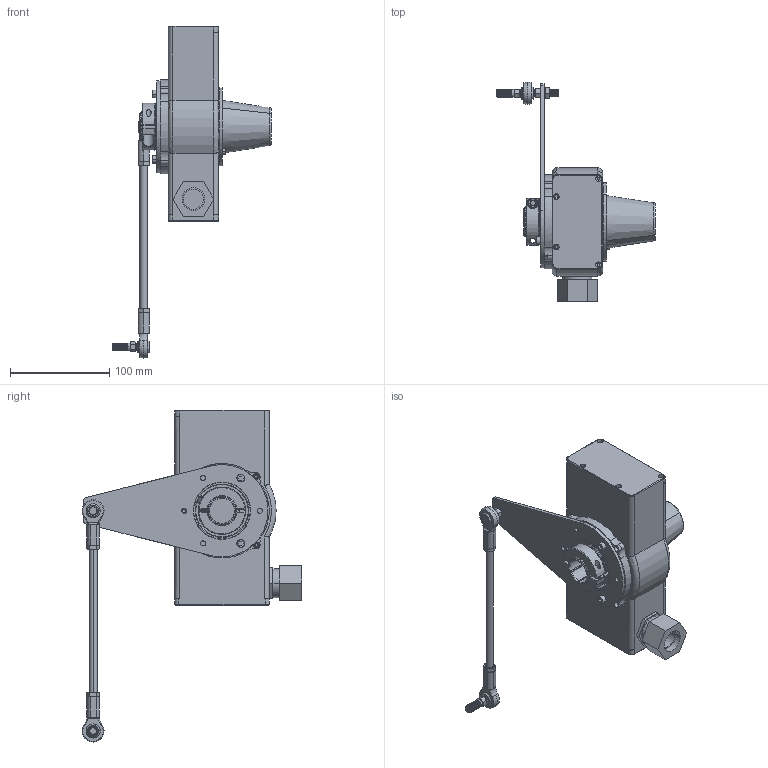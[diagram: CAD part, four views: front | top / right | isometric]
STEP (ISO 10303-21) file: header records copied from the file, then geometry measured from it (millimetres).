
FILE_DESCRIPTION((''),'2;1');
FILE_NAME('EN42_SHRINKWRAP2','2012-09-27T',('jim.fuhrman'),(''),'PRO/ENGINEER BY PARAMETRIC TECHNOLOGY CORPORATION, 2010280','PRO/ENGINEER BY PARAMETRIC TECHNOLOGY CORPORATION, 2010280','');
FILE_SCHEMA(('CONFIG_CONTROL_DESIGN'));
Products named in the file (1): EN42_SHRINKWRAP2
Bounding box: 159.79 x 221.81 x 335.04 mm (x, y, z)
Volume: 783632 mm3; surface area: 225976.7 mm2
Topology: 5 solids, 7 shells, 1449 faces, 3606 edges, 2254 vertices
Faces by surface type: cylinder 610, plane 418, cone 359, torus 42, sphere 16, bspline 4
Entity records: 61947 total; most frequent: CARTESIAN_POINT 27801, ORIENTED_EDGE 7164, DIRECTION 7109, EDGE_CURVE 3582, AXIS2_PLACEMENT_3D 2804, VERTEX_POINT 2254, EDGE_LOOP 1596, VECTOR 1501
